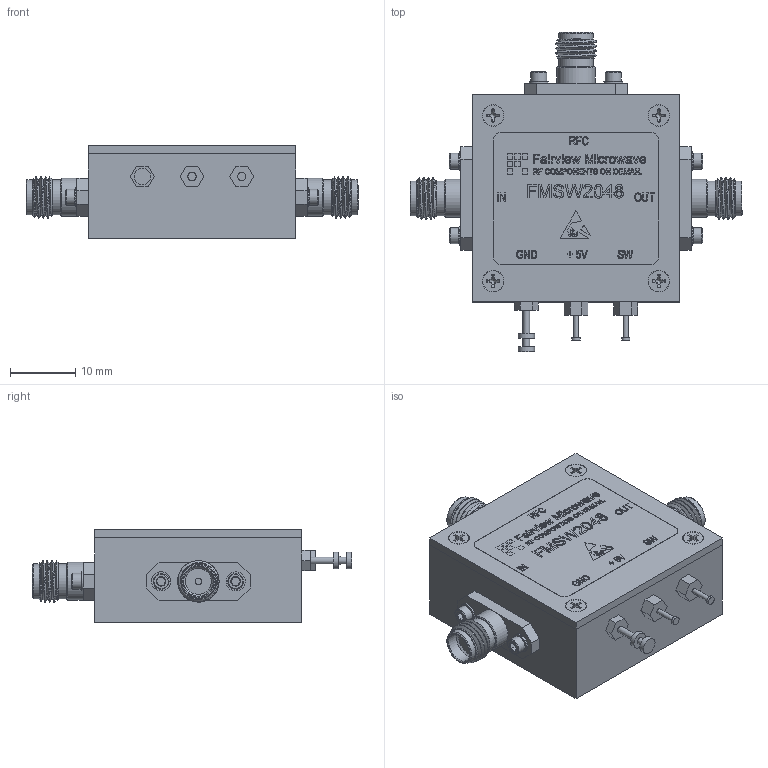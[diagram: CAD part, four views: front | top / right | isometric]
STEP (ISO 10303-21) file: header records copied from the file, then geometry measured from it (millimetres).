
FILE_DESCRIPTION (( 'STEP AP203' ), '1' );
FILE_NAME ('FMSW2048_3D.step', '2022-06-06T16:41:32', ( '' ), ( '' ), 'SwSTEP 2.0', 'SolidWorks 2021', '' );
FILE_SCHEMA (( 'CONFIG_CONTROL_DESIGN' ));
Products named in the file (1): FMSW2048_3D
Bounding box: 50.9 x 48.95 x 14.35 mm (x, y, z)
Volume: 15349.2 mm3; surface area: 5553.3 mm2
Topology: 1 solids, 17 shells, 1468 faces, 3749 edges, 2468 vertices
Faces by surface type: plane 861, bspline 345, cylinder 148, cone 114
Full cylindrical faces by diameter (mm): 0.762 x2, 1.016 x8, 1.27 x5, 1.524 x18, 1.854 x6, 2.057 x4, 2.261 x4, 2.438 x6, 2.54 x2, 2.845 x4, 2.946 x6, 4.521 x3, 5.08 x3, 5.334 x6, 5.842 x3
Entity records: 68559 total; most frequent: CARTESIAN_POINT 37175, ORIENTED_EDGE 7012, DIRECTION 5043, EDGE_CURVE 3506, VERTEX_POINT 2367, VECTOR 2233, LINE 2233, EDGE_LOOP 1737
